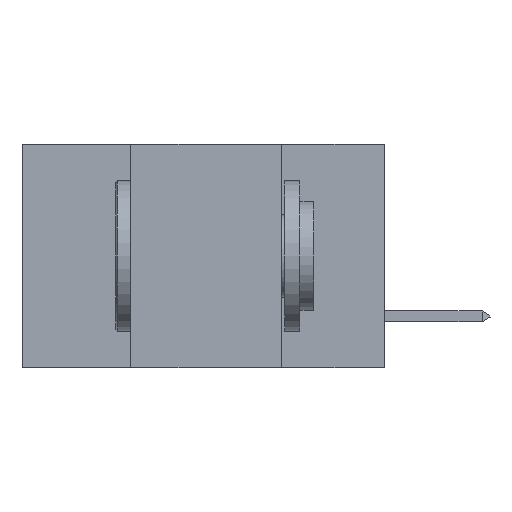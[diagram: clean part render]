
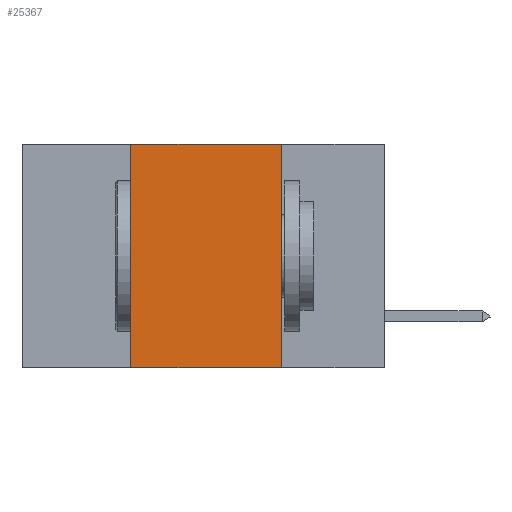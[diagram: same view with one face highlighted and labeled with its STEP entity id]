
A CAD part, left-side view. The second image highlights one B-rep face of the part: STEP entity #25367.
In plain terms, the highlighted planar face has unit normal (-1, 0, 0).
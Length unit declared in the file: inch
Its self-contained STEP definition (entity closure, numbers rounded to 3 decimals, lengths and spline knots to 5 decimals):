
#289 = FACE_OUTER_BOUND ( 'NONE', #9197, .T. ) ;
#1826 = CARTESIAN_POINT ( 'NONE',  ( 0., 0.42, 0. ) ) ;
#4073 = DIRECTION ( 'NONE',  ( 0., -1., 0. ) ) ;
#5472 = VERTEX_POINT ( 'NONE', #14124 ) ;
#7313 = VECTOR ( 'NONE', #4073, 39.37008 ) ;
#8294 = VERTEX_POINT ( 'NONE', #1826 ) ;
#9197 = EDGE_LOOP ( 'NONE', ( #41419, #31871, #24675, #26249 ) ) ;
#9423 = LINE ( 'NONE', #36670, #17871 ) ;
#11318 = DIRECTION ( 'NONE',  ( 0., 0., 1. ) ) ;
#14124 = CARTESIAN_POINT ( 'NONE',  ( 0., 0.17, 0. ) ) ;
#17871 = VECTOR ( 'NONE', #29586, 39.37008 ) ;
#21309 = CARTESIAN_POINT ( 'NONE',  ( 0., 0.6, 0. ) ) ;
#21838 = CARTESIAN_POINT ( 'NONE',  ( 0., 0.42, 0. ) ) ;
#23218 = LINE ( 'NONE', #24880, #7313 ) ;
#23946 = CARTESIAN_POINT ( 'NONE',  ( 0., 0.42, -0.37 ) ) ;
#24015 = EDGE_CURVE ( 'NONE', #32266, #30053, #23218, .T. ) ;
#24675 = ORIENTED_EDGE ( 'NONE', *, *, #40745, .F. ) ;
#24880 = CARTESIAN_POINT ( 'NONE',  ( 0., 0.6, -0.37 ) ) ;
#25367 = ADVANCED_FACE ( 'NONE', ( #289 ), #39166, .F. ) ;
#25891 = LINE ( 'NONE', #35631, #32244 ) ;
#26249 = ORIENTED_EDGE ( 'NONE', *, *, #24015, .T. ) ;
#27534 = AXIS2_PLACEMENT_3D ( 'NONE', #21309, #28243, #31942 ) ;
#28243 = DIRECTION ( 'NONE',  ( 1., 0., 0. ) ) ;
#28577 = CARTESIAN_POINT ( 'NONE',  ( 0., 0.17, -0.37 ) ) ;
#29586 = DIRECTION ( 'NONE',  ( 0., -1., 0. ) ) ;
#30053 = VERTEX_POINT ( 'NONE', #28577 ) ;
#31595 = DIRECTION ( 'NONE',  ( 0., 0., -1. ) ) ;
#31871 = ORIENTED_EDGE ( 'NONE', *, *, #32775, .F. ) ;
#31942 = DIRECTION ( 'NONE',  ( 0., 0., -1. ) ) ;
#32244 = VECTOR ( 'NONE', #31595, 39.37008 ) ;
#32266 = VERTEX_POINT ( 'NONE', #23946 ) ;
#32775 = EDGE_CURVE ( 'NONE', #8294, #5472, #9423, .T. ) ;
#34785 = LINE ( 'NONE', #21838, #37076 ) ;
#35631 = CARTESIAN_POINT ( 'NONE',  ( 0., 0.17, 0. ) ) ;
#36670 = CARTESIAN_POINT ( 'NONE',  ( 0., 0.6, 0. ) ) ;
#37076 = VECTOR ( 'NONE', #11318, 39.37008 ) ;
#39166 = PLANE ( 'NONE',  #27534 ) ;
#40745 = EDGE_CURVE ( 'NONE', #32266, #8294, #34785, .T. ) ;
#41419 = ORIENTED_EDGE ( 'NONE', *, *, #46674, .F. ) ;
#46674 = EDGE_CURVE ( 'NONE', #5472, #30053, #25891, .T. ) ;
